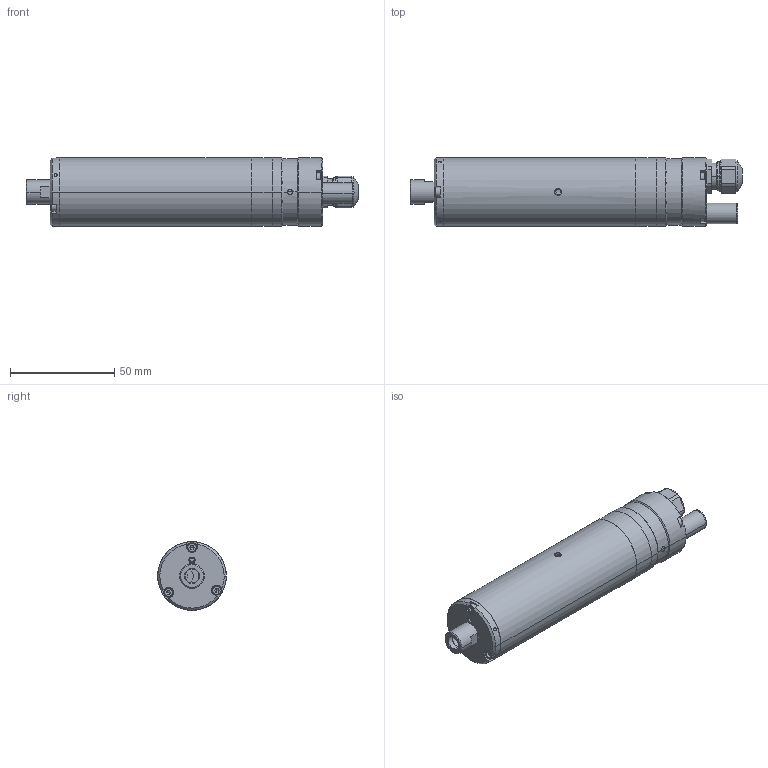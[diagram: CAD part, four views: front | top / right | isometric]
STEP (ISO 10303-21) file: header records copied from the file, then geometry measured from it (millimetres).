
FILE_DESCRIPTION (( 'STEP AP203' ), '1' );
FILE_NAME ('033D60S-00-.STEP', '2016-04-05T06:53:28', ( '' ), ( '' ), 'SwSTEP 2.0', 'SolidWorks 2014', '' );
FILE_SCHEMA (( 'CONFIG_CONTROL_DESIGN' ));
Length unit declared in the file: millimetre
Products named in the file (1): 033D60S-00-
Bounding box: 159 x 33 x 33 mm (x, y, z)
Surface area: 19899.9 mm2 (no closed solid volume)
Topology: 0 solids, 24 shells, 245 faces, 733 edges, 486 vertices
Faces by surface type: plane 113, cylinder 77, cone 39, torus 16
Entity records: 8623 total; most frequent: CARTESIAN_POINT 1875, DIRECTION 1494, ORIENTED_EDGE 1209, EDGE_CURVE 721, AXIS2_PLACEMENT_3D 567, VERTEX_POINT 486, VECTOR 360, LINE 360
